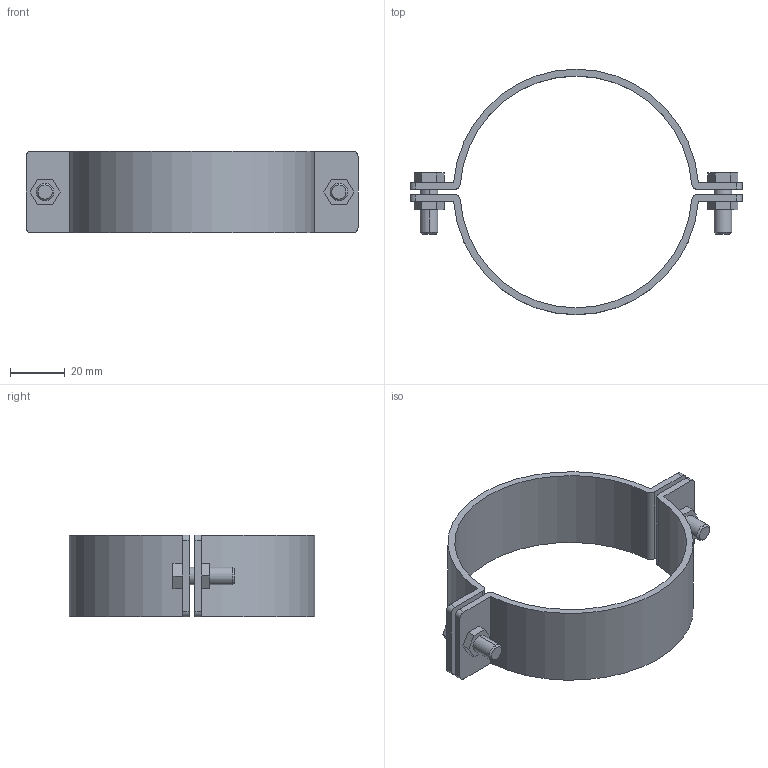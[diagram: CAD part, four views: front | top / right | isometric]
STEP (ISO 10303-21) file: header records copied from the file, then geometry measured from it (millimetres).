
FILE_DESCRIPTION (( 'STEP AP203' ), '1' );
FILE_NAME ('3D_M-8018OS_80_174873035.STEP', '2024-09-10T17:43:41', ( '' ), ( '' ), 'SwSTEP 2.0', 'SolidWorks 2024', '' );
FILE_SCHEMA (( 'CONFIG_CONTROL_DESIGN' ));
Length unit declared in the file: millimetre
Products named in the file (1): 3D_M-8018OS_80_174873035
Bounding box: 121.73 x 90 x 30 mm (x, y, z)
Volume: 26476 mm3; surface area: 23286.4 mm2
Topology: 4 solids, 4 shells, 86 faces, 214 edges, 142 vertices
Faces by surface type: plane 50, cylinder 32, cone 4
Entity records: 2659 total; most frequent: DIRECTION 458, CARTESIAN_POINT 443, ORIENTED_EDGE 428, EDGE_CURVE 214, AXIS2_PLACEMENT_3D 157, LINE 144, VECTOR 144, VERTEX_POINT 142
